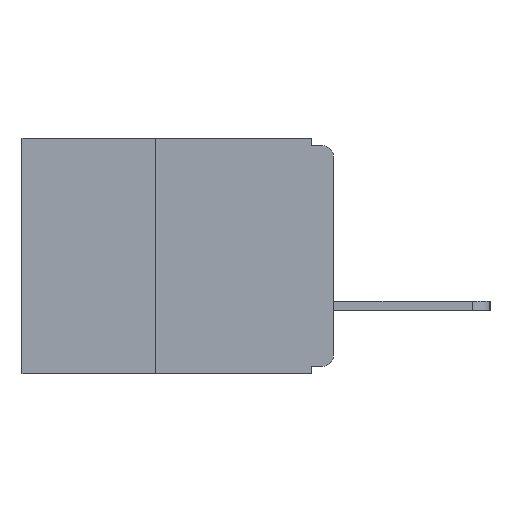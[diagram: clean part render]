
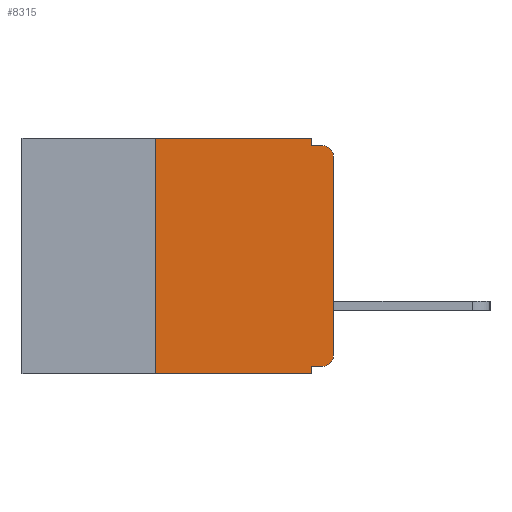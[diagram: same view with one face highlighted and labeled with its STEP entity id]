
A CAD part, left-side view. The second image highlights one B-rep face of the part: STEP entity #8315.
In plain terms, the highlighted planar face has unit normal (-1, 0, 0).
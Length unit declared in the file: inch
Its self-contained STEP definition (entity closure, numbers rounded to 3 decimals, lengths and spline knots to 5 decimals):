
#264 = VECTOR ( 'NONE', #11526, 39.37008 ) ;
#287 = ORIENTED_EDGE ( 'NONE', *, *, #15449, .F. ) ;
#577 = FACE_OUTER_BOUND ( 'NONE', #3427, .T. ) ;
#793 = DIRECTION ( 'NONE',  ( -1., 0., 0. ) ) ;
#909 = EDGE_CURVE ( 'NONE', #7829, #9489, #3465, .T. ) ;
#1231 = EDGE_CURVE ( 'NONE', #11809, #13348, #6914, .T. ) ;
#1256 = EDGE_CURVE ( 'NONE', #10742, #9461, #9839, .T. ) ;
#1332 = ORIENTED_EDGE ( 'NONE', *, *, #14648, .T. ) ;
#1704 = DIRECTION ( 'NONE',  ( 0., -1., 0. ) ) ;
#2011 = CARTESIAN_POINT ( 'NONE',  ( 0., 0.25, -0.33 ) ) ;
#2353 = DIRECTION ( 'NONE',  ( 0., 0., 1. ) ) ;
#2401 = DIRECTION ( 'NONE',  ( 0., 0., -1. ) ) ;
#2449 = CARTESIAN_POINT ( 'NONE',  ( 0., 0.015, -0.32 ) ) ;
#3281 = CARTESIAN_POINT ( 'NONE',  ( 0., 0.015, -0.025 ) ) ;
#3326 = LINE ( 'NONE', #10593, #8154 ) ;
#3427 = EDGE_LOOP ( 'NONE', ( #7547, #5725, #8085, #4867, #10108, #287, #1332, #13575, #5413, #9608 ) ) ;
#3465 = LINE ( 'NONE', #12039, #15457 ) ;
#3505 = VERTEX_POINT ( 'NONE', #13298 ) ;
#3559 = LINE ( 'NONE', #7932, #264 ) ;
#3590 = CARTESIAN_POINT ( 'NONE',  ( 0., 0.437, 0. ) ) ;
#4757 = DIRECTION ( 'NONE',  ( -1., 0., 0. ) ) ;
#4839 = DIRECTION ( 'NONE',  ( 0., 0., -1. ) ) ;
#4867 = ORIENTED_EDGE ( 'NONE', *, *, #6649, .F. ) ;
#4993 = CARTESIAN_POINT ( 'NONE',  ( 0., 0.25, -0.33 ) ) ;
#5065 = CARTESIAN_POINT ( 'NONE',  ( 0., 0., -0.025 ) ) ;
#5162 = DIRECTION ( 'NONE',  ( 0., 0., 1. ) ) ;
#5413 = ORIENTED_EDGE ( 'NONE', *, *, #15573, .F. ) ;
#5498 = LINE ( 'NONE', #11004, #13049 ) ;
#5725 = ORIENTED_EDGE ( 'NONE', *, *, #10709, .T. ) ;
#5844 = CARTESIAN_POINT ( 'NONE',  ( 0., 0.031, 0. ) ) ;
#6004 = DIRECTION ( 'NONE',  ( 1., 0., 0. ) ) ;
#6061 = VECTOR ( 'NONE', #2353, 39.37008 ) ;
#6489 = CARTESIAN_POINT ( 'NONE',  ( 0., 0., -0.305 ) ) ;
#6649 = EDGE_CURVE ( 'NONE', #15301, #7829, #5498, .T. ) ;
#6914 = CIRCLE ( 'NONE', #16060, 0.015 ) ;
#7027 = CARTESIAN_POINT ( 'NONE',  ( 0., 0.015, -0.305 ) ) ;
#7128 = LINE ( 'NONE', #9121, #11013 ) ;
#7148 = CARTESIAN_POINT ( 'NONE',  ( 0., 0., 0. ) ) ;
#7547 = ORIENTED_EDGE ( 'NONE', *, *, #11409, .T. ) ;
#7829 = VERTEX_POINT ( 'NONE', #10361 ) ;
#7932 = CARTESIAN_POINT ( 'NONE',  ( 0., 0., -0.32 ) ) ;
#8085 = ORIENTED_EDGE ( 'NONE', *, *, #909, .F. ) ;
#8102 = DIRECTION ( 'NONE',  ( 0., 0., -1. ) ) ;
#8154 = VECTOR ( 'NONE', #15380, 39.37008 ) ;
#8173 = CARTESIAN_POINT ( 'NONE',  ( 0., 0.015, -0.01 ) ) ;
#8315 = ADVANCED_FACE ( 'NONE', ( #577 ), #8550, .F. ) ;
#8550 = PLANE ( 'NONE',  #12503 ) ;
#9121 = CARTESIAN_POINT ( 'NONE',  ( 0., 0.437, -0.33 ) ) ;
#9333 = LINE ( 'NONE', #7148, #6061 ) ;
#9461 = VERTEX_POINT ( 'NONE', #16040 ) ;
#9489 = VERTEX_POINT ( 'NONE', #8173 ) ;
#9608 = ORIENTED_EDGE ( 'NONE', *, *, #1231, .T. ) ;
#9812 = AXIS2_PLACEMENT_3D ( 'NONE', #3281, #4757, #11946 ) ;
#9839 = LINE ( 'NONE', #14335, #12554 ) ;
#10108 = ORIENTED_EDGE ( 'NONE', *, *, #16017, .F. ) ;
#10361 = CARTESIAN_POINT ( 'NONE',  ( 0., 0.031, -0.01 ) ) ;
#10593 = CARTESIAN_POINT ( 'NONE',  ( 0., 0.437, 0. ) ) ;
#10709 = EDGE_CURVE ( 'NONE', #14910, #9489, #13239, .T. ) ;
#10714 = DIRECTION ( 'NONE',  ( 0., 0., -1. ) ) ;
#10742 = VERTEX_POINT ( 'NONE', #12157 ) ;
#11004 = CARTESIAN_POINT ( 'NONE',  ( 0., 0.031, 0. ) ) ;
#11013 = VECTOR ( 'NONE', #1704, 39.37008 ) ;
#11409 = EDGE_CURVE ( 'NONE', #13348, #14910, #9333, .T. ) ;
#11526 = DIRECTION ( 'NONE',  ( 0., 1., 0. ) ) ;
#11809 = VERTEX_POINT ( 'NONE', #2449 ) ;
#11946 = DIRECTION ( 'NONE',  ( 0., 0., -1. ) ) ;
#12039 = CARTESIAN_POINT ( 'NONE',  ( 0., 0., -0.01 ) ) ;
#12157 = CARTESIAN_POINT ( 'NONE',  ( 0., 0.031, -0.32 ) ) ;
#12503 = AXIS2_PLACEMENT_3D ( 'NONE', #3590, #6004, #2401 ) ;
#12554 = VECTOR ( 'NONE', #10714, 39.37008 ) ;
#12864 = VECTOR ( 'NONE', #5162, 39.37008 ) ;
#13049 = VECTOR ( 'NONE', #4839, 39.37008 ) ;
#13239 = CIRCLE ( 'NONE', #9812, 0.015 ) ;
#13298 = CARTESIAN_POINT ( 'NONE',  ( 0., 0.25, 0. ) ) ;
#13348 = VERTEX_POINT ( 'NONE', #6489 ) ;
#13575 = ORIENTED_EDGE ( 'NONE', *, *, #1256, .F. ) ;
#13615 = LINE ( 'NONE', #4993, #12864 ) ;
#13832 = VERTEX_POINT ( 'NONE', #2011 ) ;
#14335 = CARTESIAN_POINT ( 'NONE',  ( 0., 0.031, -0.33 ) ) ;
#14626 = DIRECTION ( 'NONE',  ( 0., -1., 0. ) ) ;
#14648 = EDGE_CURVE ( 'NONE', #13832, #9461, #7128, .T. ) ;
#14910 = VERTEX_POINT ( 'NONE', #5065 ) ;
#15301 = VERTEX_POINT ( 'NONE', #5844 ) ;
#15380 = DIRECTION ( 'NONE',  ( 0., -1., 0. ) ) ;
#15449 = EDGE_CURVE ( 'NONE', #13832, #3505, #13615, .T. ) ;
#15457 = VECTOR ( 'NONE', #14626, 39.37008 ) ;
#15573 = EDGE_CURVE ( 'NONE', #11809, #10742, #3559, .T. ) ;
#16017 = EDGE_CURVE ( 'NONE', #3505, #15301, #3326, .T. ) ;
#16040 = CARTESIAN_POINT ( 'NONE',  ( 0., 0.031, -0.33 ) ) ;
#16060 = AXIS2_PLACEMENT_3D ( 'NONE', #7027, #793, #8102 ) ;
